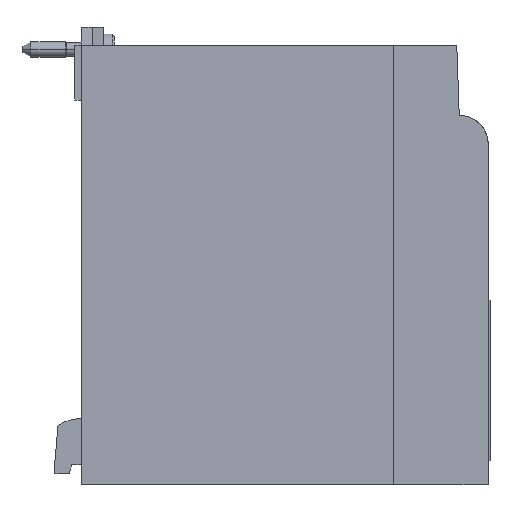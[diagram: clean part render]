
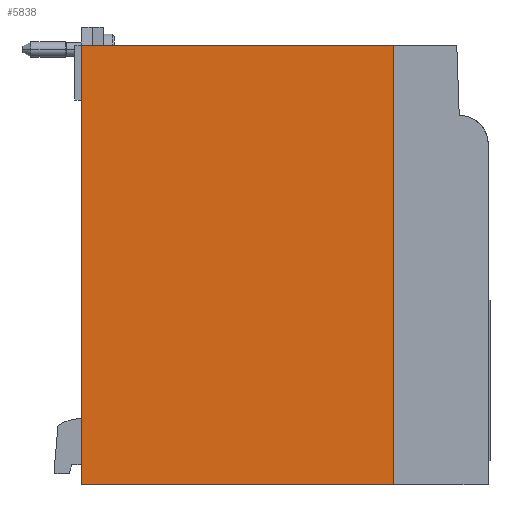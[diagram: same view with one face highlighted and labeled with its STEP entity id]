
A CAD part, left-side view. The second image highlights one B-rep face of the part: STEP entity #5838.
In plain terms, the highlighted planar face has unit normal (-1, 0, 0).
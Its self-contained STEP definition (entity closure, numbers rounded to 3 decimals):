
#5213=CARTESIAN_POINT('POINT7293',(-51.475,-71.,-49.975
   ));
#5214=VERTEX_POINT('VERTEX7293',#5213);
#5221=CARTESIAN_POINT('POINT7294',(-51.475,0.,-49.975)
   );
#5222=VERTEX_POINT('VERTEX7294',#5221);
#5223=CARTESIAN_POINT('POS12760',(-51.475,-35.5,-49.975
   ));
#5224=DIRECTION('DIR17402',(0.,1.,0.));
#5225=VECTOR('VEC8118',#5224,25.4);
#5226=LINE('STRAIGHT8118',#5223,#5225);
#5227=EDGE_CURVE('EDGE11097',#5214,#5222,#5226,.T.);
#5793=CARTESIAN_POINT('POINT7329',(-51.475,-71.,49.975)
   );
#5794=VERTEX_POINT('VERTEX7329',#5793);
#5801=CARTESIAN_POINT('POS12820',(-51.475,-71.,0.));
#5802=DIRECTION('DIR17482',(0.,0.,-1.));
#5803=VECTOR('VEC8158',#5802,25.4);
#5804=LINE('STRAIGHT8158',#5801,#5803);
#5805=EDGE_CURVE('EDGE11157',#5794,#5214,#5804,.T.);
#5815=CARTESIAN_POINT('POINT7330',(-51.475,0.,49.975))
   ;
#5816=VERTEX_POINT('VERTEX7330',#5815);
#5817=CARTESIAN_POINT('POS12822',(-51.475,0.,0.));
#5818=DIRECTION('DIR17485',(0.,0.,-1.));
#5819=VECTOR('VEC8159',#5818,25.4);
#5820=LINE('STRAIGHT8159',#5817,#5819);
#5821=EDGE_CURVE('EDGE11158',#5816,#5222,#5820,.T.);
#5822=ORIENTED_EDGE('COEDGE22267',*,*,#5821,.T.);
#5823=ORIENTED_EDGE('COEDGE22268',*,*,#5227,.F.);
#5824=ORIENTED_EDGE('COEDGE22269',*,*,#5805,.F.);
#5825=CARTESIAN_POINT('POS12823',(-51.475,-35.5,49.975)
   );
#5826=DIRECTION('DIR17486',(0.,-1.,0.));
#5827=VECTOR('VEC8160',#5826,25.4);
#5828=LINE('STRAIGHT8160',#5825,#5827);
#5829=EDGE_CURVE('EDGE11159',#5816,#5794,#5828,.T.);
#5830=ORIENTED_EDGE('COEDGE22270',*,*,#5829,.F.);
#5831=EDGE_LOOP('NONE',(#5822,#5823,#5824,#5830));
#5832=FACE_BOUND('LOOP1',#5831,.T.);
#5833=CARTESIAN_POINT('POS12824',(-51.475,-35.5,0.));
#5834=DIRECTION('DIR17487',(1.,0.,0.));
#5835=DIRECTION('DIR17488',(0.,1.,0.));
#5836=AXIS2_PLACEMENT_3D('AXIS4664',#5833,#5834,#5835);
#5837=PLANE('PLANE2716',#5836);
#5838=ADVANCED_FACE('FACE4238',(#5832),#5837,.F.);
